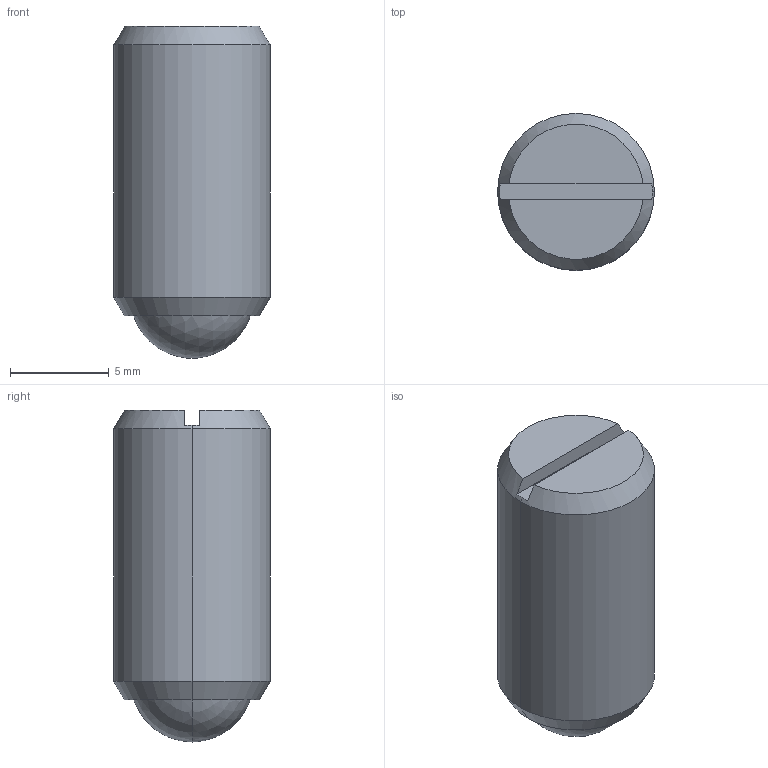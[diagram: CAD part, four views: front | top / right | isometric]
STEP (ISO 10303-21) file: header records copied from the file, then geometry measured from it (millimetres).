
FILE_DESCRIPTION(('STEP AP214'),'1');
FILE_NAME(' ',' ',('TraceParts'),('TraceParts S.A.'),'XStep 1.0',' ',' ');
FILE_SCHEMA(('automotive_design'));
Length unit declared in the file: millimetre
Products named in the file (1): 1
Bounding box: 7.94 x 7.94 x 16.81 mm (x, y, z)
Volume: 744.6 mm3; surface area: 467.9 mm2
Topology: 1 solids, 1 shells, 14 faces, 30 edges, 19 vertices
Faces by surface type: plane 6, cone 4, sphere 2, cylinder 2
Entity records: 755 total; most frequent: CARTESIAN_POINT 72, DIRECTION 72, STYLED_ITEM 63, PRESENTATION_STYLE_ASSIGNMENT 63, COLOUR_RGB 63, ORIENTED_EDGE 60, AXIS2_PLACEMENT_3D 31, EDGE_CURVE 30
